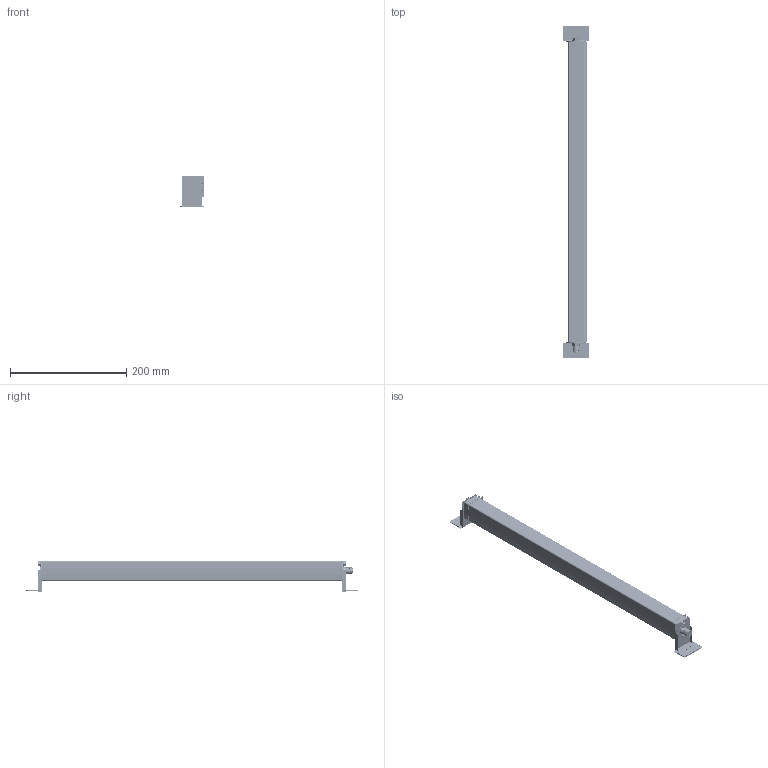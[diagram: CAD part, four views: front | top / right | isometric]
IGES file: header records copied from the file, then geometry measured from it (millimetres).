
Start section:  PTC IGES file: 139579.igs
Global section: file name: 139579.igs; native system: Creo Parametric by Parametric Technology Corporation; preprocessor: 2013230; author: pdmadmin; organization: Unknown; date: 20160225.151548; units: millimetre
Bounding box: 43.06 x 571 x 53.78 mm (x, y, z)
Volume: 241424 mm3; surface area: 909235.6 mm2
Topology: 22 solids, 29 shells, 6586 faces, 34006 edges, 42489 vertices
Faces by surface type: bspline 4042, revolution 2544
